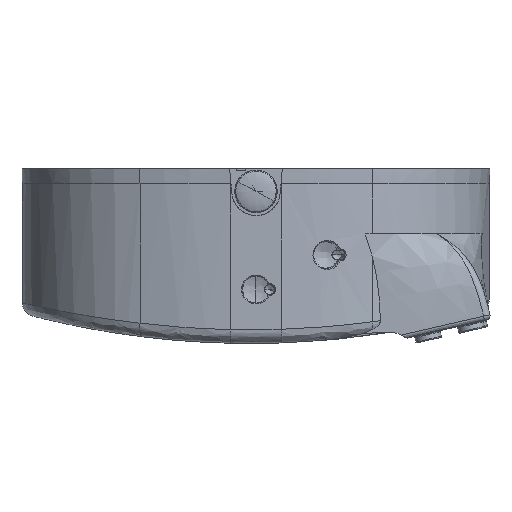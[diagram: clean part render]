
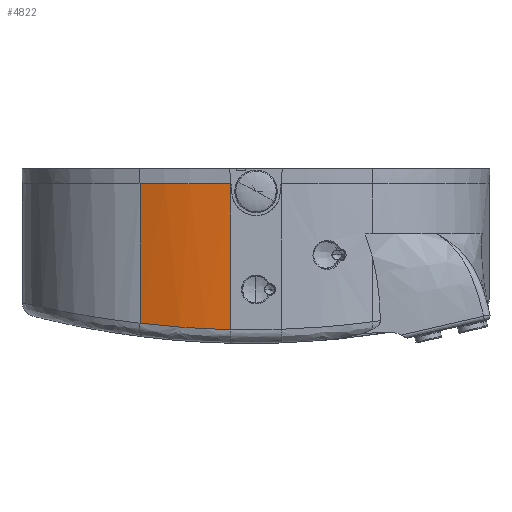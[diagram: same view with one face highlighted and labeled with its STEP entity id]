
A CAD part, left-side view. The second image highlights one B-rep face of the part: STEP entity #4822.
In plain terms, the highlighted free-form (B-spline) face has degree [3, 1] with [6, 2] control points.
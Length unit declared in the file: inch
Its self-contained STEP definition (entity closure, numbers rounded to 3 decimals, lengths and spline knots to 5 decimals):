
#35 = CARTESIAN_POINT ( 'NONE',  ( -1.49216, 0.98835, -1.41729 ) ) ;
#233 = CARTESIAN_POINT ( 'NONE',  ( -1.62793, 0.22791, -1.4751 ) ) ;
#338 = CARTESIAN_POINT ( 'NONE',  ( -1.60139, 0.50592, -0.14 ) ) ;
#608 = CARTESIAN_POINT ( 'NONE',  ( -1.56879, 0.67752, -1.44581 ) ) ;
#820 = EDGE_CURVE ( 'NONE', #23109, #9005, #18855, .T. ) ;
#1722 = DIRECTION ( 'NONE',  ( 0., 0., -1. ) ) ;
#1969 = CARTESIAN_POINT ( 'NONE',  ( -1.62793, 0.22791, -1.46714 ) ) ;
#2133 = CARTESIAN_POINT ( 'NONE',  ( -1.62793, 0.22791, -1.46708 ) ) ;
#2232 = CARTESIAN_POINT ( 'NONE',  ( -1.62793, 0.22791, -1.46702 ) ) ;
#2751 = CARTESIAN_POINT ( 'NONE',  ( -1.47019, 1.0565, -0.14 ) ) ;
#3575 = LINE ( 'NONE', #15022, #8790 ) ;
#4822 = ADVANCED_FACE ( 'NONE', ( #22761 ), #26661, .F. ) ;
#4875 = CARTESIAN_POINT ( 'NONE',  ( -1.549, 0.78304, -0.14 ) ) ;
#4976 = CARTESIAN_POINT ( 'NONE',  ( -1.57294, 0.65627, -1.44735 ) ) ;
#5518 = EDGE_CURVE ( 'NONE', #16647, #11467, #22362, .T. ) ;
#6540 = CARTESIAN_POINT ( 'NONE',  ( -1.47019, 1.0565, -1.40915 ) ) ;
#6735 = CARTESIAN_POINT ( 'NONE',  ( -1.53783, 0.81791, -1.43429 ) ) ;
#7213 = CARTESIAN_POINT ( 'NONE',  ( -1.47019, 1.0565, -1.4751 ) ) ;
#7305 = ORIENTED_EDGE ( 'NONE', *, *, #20718, .T. ) ;
#8197 = EDGE_CURVE ( 'NONE', #23109, #26947, #17523, .T. ) ;
#8454 = CARTESIAN_POINT ( 'NONE',  ( -1.47019, 1.0565, -1.40915 ) ) ;
#8790 = VECTOR ( 'NONE', #21705, 39.37008 ) ;
#9005 = VERTEX_POINT ( 'NONE', #24374 ) ;
#9067 = CARTESIAN_POINT ( 'NONE',  ( -1.61891, 0.36734, -0.14 ) ) ;
#9271 = CARTESIAN_POINT ( 'NONE',  ( -1.62793, 0.22791, -0.14 ) ) ;
#9352 = CARTESIAN_POINT ( 'NONE',  ( -1.62793, 0.22791, -0.14 ) ) ;
#11467 = VERTEX_POINT ( 'NONE', #1969 ) ;
#11590 = CARTESIAN_POINT ( 'NONE',  ( -1.51386, 0.92105, -0.14 ) ) ;
#11793 = CARTESIAN_POINT ( 'NONE',  ( -1.57376, 0.65203, -1.44765 ) ) ;
#13337 = ORIENTED_EDGE ( 'NONE', *, *, #820, .F. ) ;
#13807 = CARTESIAN_POINT ( 'NONE',  ( -1.51386, 0.92105, -1.4751 ) ) ;
#13812 = CARTESIAN_POINT ( 'NONE',  ( -1.549, 0.78304, -0.14 ) ) ;
#13907 = CARTESIAN_POINT ( 'NONE',  ( -1.47019, 1.0565, -0.14 ) ) ;
#15022 = CARTESIAN_POINT ( 'NONE',  ( -1.47019, 1.0565, -0.14 ) ) ;
#15741 = CARTESIAN_POINT ( 'NONE',  ( -1.51386, 0.92105, -0.14 ) ) ;
#16647 = VERTEX_POINT ( 'NONE', #8454 ) ;
#17283 = CARTESIAN_POINT ( 'NONE',  ( -1.61888, 0.36773, -1.46422 ) ) ;
#17523 = B_SPLINE_CURVE_WITH_KNOTS ( 'NONE', 3,
 ( #18169, #17884, #338, #13812, #11590, #2751 ),
 .UNSPECIFIED., .F., .F.,
 ( 4, 2, 4 ),
 ( 0., 0.49507, 1. ),
 .UNSPECIFIED. ) ;
#17884 = CARTESIAN_POINT ( 'NONE',  ( -1.61891, 0.36734, -0.14 ) ) ;
#18169 = CARTESIAN_POINT ( 'NONE',  ( -1.62793, 0.22791, -0.14 ) ) ;
#18178 = ORIENTED_EDGE ( 'NONE', *, *, #25165, .T. ) ;
#18855 = LINE ( 'NONE', #26557, #22688 ) ;
#20020 = CARTESIAN_POINT ( 'NONE',  ( -1.51178, 0.92015, -1.42459 ) ) ;
#20483 = CARTESIAN_POINT ( 'NONE',  ( -1.47019, 1.0565, -0.14 ) ) ;
#20718 = EDGE_CURVE ( 'NONE', #26947, #16647, #3575, .T. ) ;
#21705 = DIRECTION ( 'NONE',  ( 0., 0., -1. ) ) ;
#22008 = ORIENTED_EDGE ( 'NONE', *, *, #5518, .T. ) ;
#22251 = CARTESIAN_POINT ( 'NONE',  ( -1.55001, 0.76682, -1.43883 ) ) ;
#22362 = B_SPLINE_CURVE_WITH_KNOTS ( 'NONE', 3,
 ( #6540, #35, #20020, #6735, #22251, #24499, #608, #27098, #4976, #11793, #24968, #27290, #17283, #28650 ),
 .UNSPECIFIED., .F., .F.,
 ( 4, 2, 1, 1, 1, 1, 2, 2, 4 ),
 ( 0., 0.25, 0.375, 0.4375, 0.46875, 0.48438, 0.49219, 0.5, 1. ),
 .UNSPECIFIED. ) ;
#22688 = VECTOR ( 'NONE', #1722, 39.37008 ) ;
#22761 = FACE_OUTER_BOUND ( 'NONE', #24237, .T. ) ;
#23109 = VERTEX_POINT ( 'NONE', #9271 ) ;
#24237 = EDGE_LOOP ( 'NONE', ( #22008, #18178, #13337, #25913, #7305 ) ) ;
#24363 = CARTESIAN_POINT ( 'NONE',  ( -1.62793, 0.22791, -1.46714 ) ) ;
#24374 = CARTESIAN_POINT ( 'NONE',  ( -1.62793, 0.22791, -1.46696 ) ) ;
#24499 = CARTESIAN_POINT ( 'NONE',  ( -1.56277, 0.70727, -1.44357 ) ) ;
#24596 = CARTESIAN_POINT ( 'NONE',  ( -1.549, 0.78304, -1.4751 ) ) ;
#24968 = CARTESIAN_POINT ( 'NONE',  ( -1.57415, 0.64996, -1.4478 ) ) ;
#25165 = EDGE_CURVE ( 'NONE', #11467, #9005, #25558, .T. ) ;
#25558 = B_SPLINE_CURVE_WITH_KNOTS ( 'NONE', 3,
 ( #24363, #2133, #2232, #28631 ),
 .UNSPECIFIED., .F., .F.,
 ( 4, 4 ),
 ( 2.45519, 2.45768 ),
 .UNSPECIFIED. ) ;
#25913 = ORIENTED_EDGE ( 'NONE', *, *, #8197, .T. ) ;
#26557 = CARTESIAN_POINT ( 'NONE',  ( -1.62793, 0.22791, -0.14 ) ) ;
#26661 = B_SPLINE_SURFACE_WITH_KNOTS ( 'NONE', 3, 1, ( 
 ( #9352, #233 ),
 ( #9067, #27087 ),
 ( #27183, #26991 ),
 ( #4875, #24596 ),
 ( #15741, #13807 ),
 ( #20483, #7213 ) ),
 .UNSPECIFIED., .F., .F., .F.,
 ( 4, 2, 4 ),
 ( 2, 2 ),
 ( 0., 1.06332, 2.14782 ),
 ( 0., 1. ),
 .UNSPECIFIED. ) ;
#26947 = VERTEX_POINT ( 'NONE', #13907 ) ;
#26991 = CARTESIAN_POINT ( 'NONE',  ( -1.60139, 0.50592, -1.4751 ) ) ;
#27087 = CARTESIAN_POINT ( 'NONE',  ( -1.61891, 0.36734, -1.4751 ) ) ;
#27098 = CARTESIAN_POINT ( 'NONE',  ( -1.57171, 0.66265, -1.44689 ) ) ;
#27183 = CARTESIAN_POINT ( 'NONE',  ( -1.60139, 0.50592, -0.14 ) ) ;
#27290 = CARTESIAN_POINT ( 'NONE',  ( -1.60122, 0.5079, -1.45782 ) ) ;
#28631 = CARTESIAN_POINT ( 'NONE',  ( -1.62793, 0.22791, -1.46696 ) ) ;
#28650 = CARTESIAN_POINT ( 'NONE',  ( -1.62793, 0.22791, -1.46714 ) ) ;
